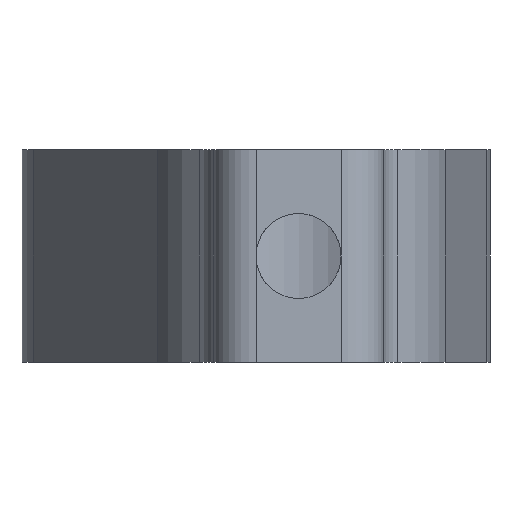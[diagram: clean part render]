
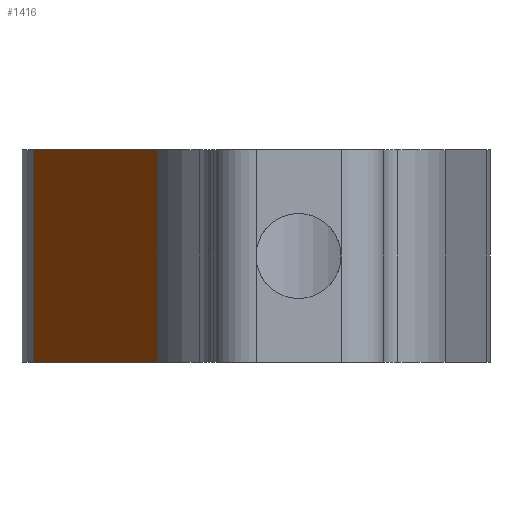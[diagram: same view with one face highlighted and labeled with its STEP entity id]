
A CAD part, front view. The second image highlights one B-rep face of the part: STEP entity #1416.
In plain terms, the highlighted planar face has unit normal (-0.948, -0.319, 0).
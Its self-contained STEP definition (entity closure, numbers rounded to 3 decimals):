
#18 = LINE ( 'NONE', #361, #601 ) ;
#91 = VECTOR ( 'NONE', #169, 1000. ) ;
#148 = CARTESIAN_POINT ( 'NONE',  ( -14.201, -4.787, 5. ) ) ;
#161 = PLANE ( 'NONE',  #1314 ) ;
#169 = DIRECTION ( 'NONE',  ( 0., 0., 1. ) ) ;
#273 = CARTESIAN_POINT ( 'NONE',  ( -6.633, -27.236, -5. ) ) ;
#361 = CARTESIAN_POINT ( 'NONE',  ( -12.476, -9.902, -5. ) ) ;
#375 = DIRECTION ( 'NONE',  ( -0.319, 0.948, 0. ) ) ;
#380 = DIRECTION ( 'NONE',  ( -0.319, 0.948, 0. ) ) ;
#391 = LINE ( 'NONE', #273, #91 ) ;
#475 = CARTESIAN_POINT ( 'NONE',  ( -6.633, -27.236, -5. ) ) ;
#477 = DIRECTION ( 'NONE',  ( -0.319, 0.948, 0. ) ) ;
#492 = EDGE_CURVE ( 'NONE', #1402, #674, #391, .T. ) ;
#512 = DIRECTION ( 'NONE',  ( 0., 0., 1. ) ) ;
#601 = VECTOR ( 'NONE', #512, 1000. ) ;
#614 = EDGE_CURVE ( 'NONE', #674, #1005, #1182, .T. ) ;
#674 = VERTEX_POINT ( 'NONE', #1419 ) ;
#725 = DIRECTION ( 'NONE',  ( 0.948, 0.319, 0. ) ) ;
#751 = CARTESIAN_POINT ( 'NONE',  ( -14.201, -4.787, -5. ) ) ;
#758 = ORIENTED_EDGE ( 'NONE', *, *, #492, .T. ) ;
#804 = EDGE_CURVE ( 'NONE', #1402, #1396, #1489, .T. ) ;
#823 = EDGE_LOOP ( 'NONE', ( #758, #1089, #985, #928 ) ) ;
#928 = ORIENTED_EDGE ( 'NONE', *, *, #804, .F. ) ;
#961 = VECTOR ( 'NONE', #477, 1000. ) ;
#985 = ORIENTED_EDGE ( 'NONE', *, *, #1473, .F. ) ;
#1005 = VERTEX_POINT ( 'NONE', #1151 ) ;
#1051 = VECTOR ( 'NONE', #380, 1000. ) ;
#1089 = ORIENTED_EDGE ( 'NONE', *, *, #614, .T. ) ;
#1151 = CARTESIAN_POINT ( 'NONE',  ( -12.476, -9.902, 5. ) ) ;
#1182 = LINE ( 'NONE', #148, #1051 ) ;
#1193 = FACE_OUTER_BOUND ( 'NONE', #823, .T. ) ;
#1314 = AXIS2_PLACEMENT_3D ( 'NONE', #751, #725, #375 ) ;
#1371 = CARTESIAN_POINT ( 'NONE',  ( -14.201, -4.787, -5. ) ) ;
#1396 = VERTEX_POINT ( 'NONE', #1415 ) ;
#1402 = VERTEX_POINT ( 'NONE', #475 ) ;
#1415 = CARTESIAN_POINT ( 'NONE',  ( -12.476, -9.902, -5. ) ) ;
#1416 = ADVANCED_FACE ( 'NONE', ( #1193 ), #161, .F. ) ;
#1419 = CARTESIAN_POINT ( 'NONE',  ( -6.633, -27.236, 5. ) ) ;
#1473 = EDGE_CURVE ( 'NONE', #1396, #1005, #18, .T. ) ;
#1489 = LINE ( 'NONE', #1371, #961 ) ;
